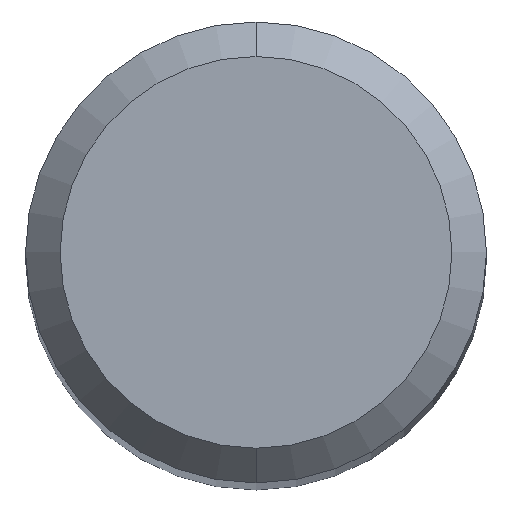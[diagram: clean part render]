
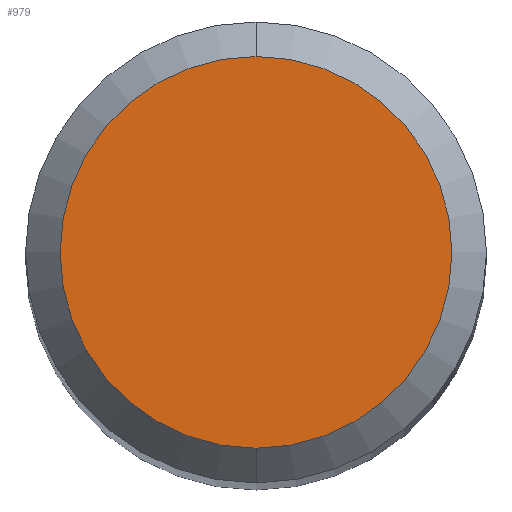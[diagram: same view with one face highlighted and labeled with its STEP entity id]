
A CAD part, top view. The second image highlights one B-rep face of the part: STEP entity #979.
In plain terms, the highlighted planar face has unit normal (0, 0, 1).
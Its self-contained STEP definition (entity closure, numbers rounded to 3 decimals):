
#419=VERTEX_POINT('',#1103);
#639=EDGE_CURVE('',#419,#883,#1348,.T.);
#883=VERTEX_POINT('',#1611);
#967=EDGE_CURVE('',#883,#419,#1704,.T.);
#979=ADVANCED_FACE('',(#1717),#1718,.T.);
#1103=CARTESIAN_POINT('',(0.0,1.7,0.0));
#1348=CIRCLE('',#3074,1.7);
#1611=CARTESIAN_POINT('',(0.,-1.7,0.0));
#1704=CIRCLE('',#4598,1.7);
#1717=FACE_OUTER_BOUND('',#4623,.T.);
#1718=PLANE('',#4624);
#3074=AXIS2_PLACEMENT_3D('',#5105,#5106,#5107);
#4598=AXIS2_PLACEMENT_3D('',#5445,#5446,#5447);
#4623=EDGE_LOOP('',(#5457,#5458));
#4624=AXIS2_PLACEMENT_3D('',#5459,#5460,#5461);
#5105=CARTESIAN_POINT('',(0.0,0.0,0.0));
#5106=DIRECTION('',(0.0,0.0,-1.0));
#5107=DIRECTION('',(0.0,1.0,0.0));
#5445=CARTESIAN_POINT('',(0.0,0.0,0.0));
#5446=DIRECTION('',(0.0,0.0,-1.0));
#5447=DIRECTION('',(0.0,1.0,0.0));
#5457=ORIENTED_EDGE('',*,*,#639,.F.);
#5458=ORIENTED_EDGE('',*,*,#967,.F.);
#5459=CARTESIAN_POINT('',(0.0,0.85,0.0));
#5460=DIRECTION('',(-0.0,0.0,1.0));
#5461=DIRECTION('',(0.0,-1.0,0.0));
